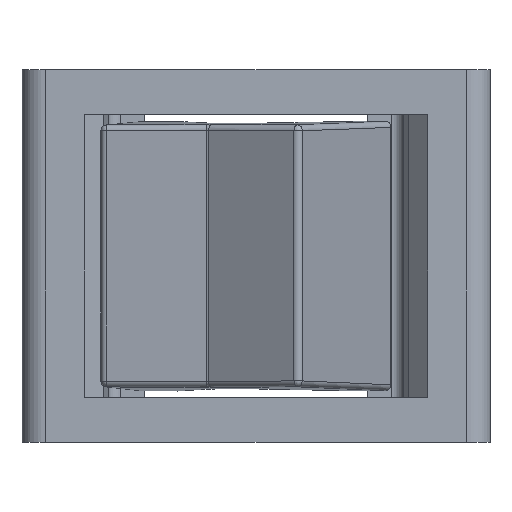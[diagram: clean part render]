
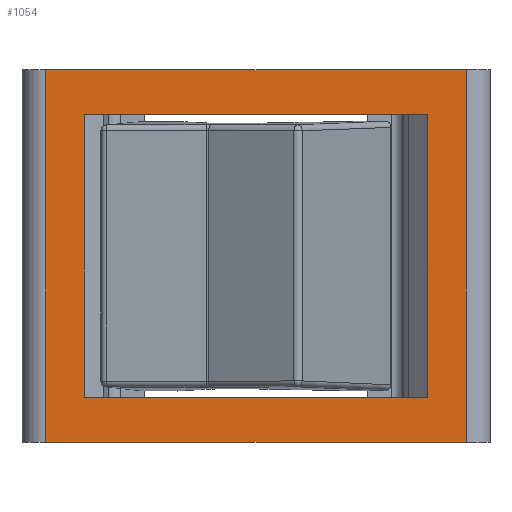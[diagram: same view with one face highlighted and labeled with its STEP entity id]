
A CAD part, top view. The second image highlights one B-rep face of the part: STEP entity #1054.
In plain terms, the highlighted planar face has unit normal (0, 0, 1).
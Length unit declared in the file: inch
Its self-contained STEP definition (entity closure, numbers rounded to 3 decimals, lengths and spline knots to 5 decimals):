
#577=CARTESIAN_POINT('',(-0.28642,-0.23622,0.71575));
#578=VERTEX_POINT('',#577);
#585=CARTESIAN_POINT('',(0.28642,-0.23622,0.71575));
#586=VERTEX_POINT('',#585);
#587=CARTESIAN_POINT('',(-0.28642,-0.23622,0.71575));
#588=DIRECTION('',(1.0,0.0,0.0));
#589=VECTOR('',#588,0.57283);
#590=LINE('',#587,#589);
#591=EDGE_CURVE('',#578,#586,#590,.T.);
#770=CARTESIAN_POINT('',(0.28642,0.23622,0.71575));
#771=VERTEX_POINT('',#770);
#778=CARTESIAN_POINT('',(-0.28642,0.23622,0.71575));
#779=VERTEX_POINT('',#778);
#780=CARTESIAN_POINT('',(-0.28642,0.23622,0.71575));
#781=DIRECTION('',(1.0,0.0,0.0));
#782=VECTOR('',#781,0.57283);
#783=LINE('',#780,#782);
#784=EDGE_CURVE('',#779,#771,#783,.T.);
#880=CARTESIAN_POINT('',(0.28642,-0.23622,0.71575));
#881=DIRECTION('',(0.0,1.0,0.0));
#882=VECTOR('',#881,0.47244);
#883=LINE('',#880,#882);
#884=EDGE_CURVE('',#586,#771,#883,.T.);
#914=CARTESIAN_POINT('',(-0.28642,0.23622,0.71575));
#915=DIRECTION('',(0.0,-1.0,0.0));
#916=VECTOR('',#915,0.47244);
#917=LINE('',#914,#916);
#918=EDGE_CURVE('',#779,#578,#917,.T.);
#940=CARTESIAN_POINT('',(-0.35138,0.31102,0.71575));
#941=VERTEX_POINT('',#940);
#959=CARTESIAN_POINT('',(-0.35138,-0.31102,0.71575));
#960=VERTEX_POINT('',#959);
#968=CARTESIAN_POINT('',(-0.35138,-0.31102,0.71575));
#969=DIRECTION('',(0.0,1.0,0.0));
#970=VECTOR('',#969,0.62205);
#971=LINE('',#968,#970);
#972=EDGE_CURVE('',#960,#941,#971,.T.);
#983=CARTESIAN_POINT('',(0.35138,0.31102,0.71575));
#984=VERTEX_POINT('',#983);
#985=CARTESIAN_POINT('',(-0.35138,0.31102,0.71575));
#986=DIRECTION('',(1.0,0.0,0.0));
#987=VECTOR('',#986,0.70276);
#988=LINE('',#985,#987);
#989=EDGE_CURVE('',#941,#984,#988,.T.);
#1025=CARTESIAN_POINT('',(0.38652,-0.34213,0.71575));
#1026=DIRECTION('',(0.0,0.0,1.0));
#1027=DIRECTION('',(1.0,0.0,0.0));
#1028=AXIS2_PLACEMENT_3D('',#1025,#1026,#1027);
#1029=PLANE('',#1028);
#1030=ORIENTED_EDGE('',*,*,#972,.F.);
#1031=CARTESIAN_POINT('',(0.35138,-0.31102,0.71575));
#1032=VERTEX_POINT('',#1031);
#1033=CARTESIAN_POINT('',(0.35138,-0.31102,0.71575));
#1034=DIRECTION('',(-1.0,0.0,0.0));
#1035=VECTOR('',#1034,0.70276);
#1036=LINE('',#1033,#1035);
#1037=EDGE_CURVE('',#1032,#960,#1036,.T.);
#1038=ORIENTED_EDGE('',*,*,#1037,.F.);
#1039=CARTESIAN_POINT('',(0.35138,0.31102,0.71575));
#1040=DIRECTION('',(0.0,-1.0,0.0));
#1041=VECTOR('',#1040,0.62205);
#1042=LINE('',#1039,#1041);
#1043=EDGE_CURVE('',#984,#1032,#1042,.T.);
#1044=ORIENTED_EDGE('',*,*,#1043,.F.);
#1045=ORIENTED_EDGE('',*,*,#989,.F.);
#1046=EDGE_LOOP('',(#1030,#1038,#1044,#1045));
#1047=FACE_OUTER_BOUND('',#1046,.T.);
#1048=ORIENTED_EDGE('',*,*,#591,.F.);
#1049=ORIENTED_EDGE('',*,*,#918,.F.);
#1050=ORIENTED_EDGE('',*,*,#784,.T.);
#1051=ORIENTED_EDGE('',*,*,#884,.F.);
#1052=EDGE_LOOP('',(#1048,#1049,#1050,#1051));
#1053=FACE_BOUND('',#1052,.T.);
#1054=ADVANCED_FACE('',(#1047,#1053),#1029,.T.);
